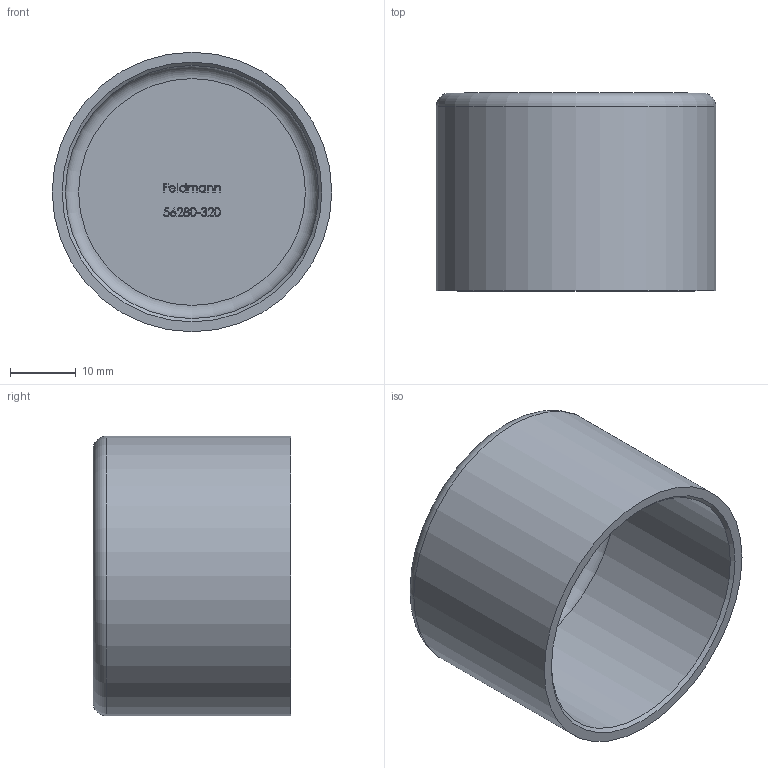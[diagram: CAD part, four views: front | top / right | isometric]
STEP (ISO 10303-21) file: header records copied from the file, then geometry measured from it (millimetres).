
FILE_DESCRIPTION (( 'STEP AP203' ), '1' );
FILE_NAME ('56280-320.step', '2020-03-06T07:30:30', ( '' ), ( '' ), 'SwSTEP 2.0', 'SolidWorks 2015', '' );
FILE_SCHEMA (( 'CONFIG_CONTROL_DESIGN' ));
Length unit declared in the file: millimetre
Products named in the file (2): 56280-320
Bounding box: 42.4 x 30 x 42.4 mm (x, y, z)
Volume: 11063 mm3; surface area: 9830.7 mm2
Topology: 1 solids, 1 shells, 241 faces, 637 edges, 424 vertices
Faces by surface type: bspline 126, plane 110, cylinder 2, torus 2, cone 1
Full cylindrical faces by diameter (mm): 38.4 x1, 42.4 x1
Entity records: 14483 total; most frequent: CARTESIAN_POINT 9239, ORIENTED_EDGE 1262, EDGE_CURVE 631, DIRECTION 620, VERTEX_POINT 423, LINE 372, VECTOR 372, EDGE_LOOP 272
